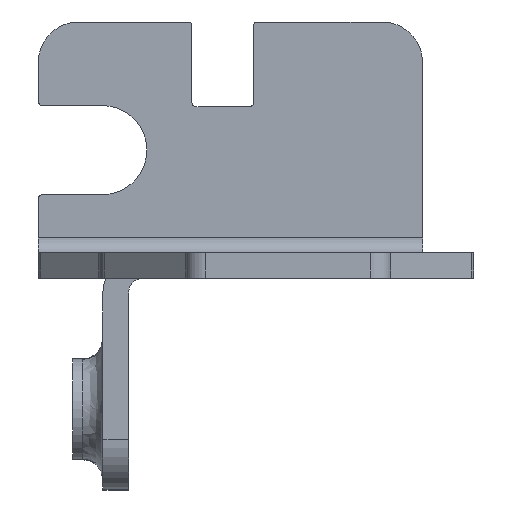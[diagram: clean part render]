
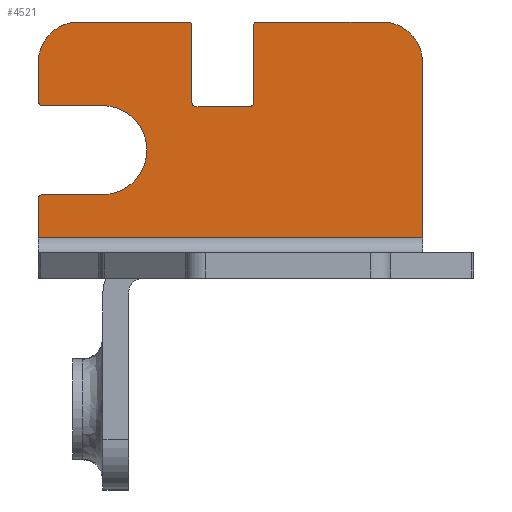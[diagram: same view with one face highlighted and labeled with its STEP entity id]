
A CAD part, front view. The second image highlights one B-rep face of the part: STEP entity #4521.
In plain terms, the highlighted planar face has unit normal (0, -1, 0).
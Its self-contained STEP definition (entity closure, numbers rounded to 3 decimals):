
#227=PLANE('',#4817);
#429=FACE_OUTER_BOUND('',#699,.T.);
#699=EDGE_LOOP('',(#4145,#4146,#4147,#4148,#4149,#4150,#4151,#4152,#4153,
#4154,#4155,#4156,#4157,#4158,#4159,#4160,#4161,#4162,#4163,#4164));
#794=CIRCLE('',#4818,2.);
#795=CIRCLE('',#4819,0.2);
#796=CIRCLE('',#4820,0.2);
#797=CIRCLE('',#4821,0.2);
#798=CIRCLE('',#4822,0.2);
#799=CIRCLE('',#4823,2.);
#800=CIRCLE('',#4824,0.2);
#801=CIRCLE('',#4825,2.21);
#802=CIRCLE('',#4826,0.2);
#1331=LINE('',#8149,#1874);
#1332=LINE('',#8152,#1875);
#1337=LINE('',#8161,#1880);
#1346=LINE('',#8200,#1889);
#1347=LINE('',#8204,#1890);
#1348=LINE('',#8208,#1891);
#1349=LINE('',#8212,#1892);
#1350=LINE('',#8216,#1893);
#1351=LINE('',#8220,#1894);
#1352=LINE('',#8224,#1895);
#1353=LINE('',#8228,#1896);
#1874=VECTOR('',#5835,1.);
#1875=VECTOR('',#5838,1.);
#1880=VECTOR('',#5845,1.);
#1889=VECTOR('',#5878,1.);
#1890=VECTOR('',#5881,1.);
#1891=VECTOR('',#5884,1.);
#1892=VECTOR('',#5887,1.);
#1893=VECTOR('',#5890,1.);
#1894=VECTOR('',#5893,1.);
#1895=VECTOR('',#5896,1.);
#1896=VECTOR('',#5899,1.);
#2307=VERTEX_POINT('',#8135);
#2309=VERTEX_POINT('',#8141);
#2311=VERTEX_POINT('',#8151);
#2314=VERTEX_POINT('',#8159);
#2331=VERTEX_POINT('',#8197);
#2332=VERTEX_POINT('',#8199);
#2333=VERTEX_POINT('',#8201);
#2334=VERTEX_POINT('',#8203);
#2335=VERTEX_POINT('',#8205);
#2336=VERTEX_POINT('',#8207);
#2337=VERTEX_POINT('',#8209);
#2338=VERTEX_POINT('',#8211);
#2339=VERTEX_POINT('',#8213);
#2340=VERTEX_POINT('',#8215);
#2341=VERTEX_POINT('',#8217);
#2342=VERTEX_POINT('',#8219);
#2343=VERTEX_POINT('',#8221);
#2344=VERTEX_POINT('',#8223);
#2345=VERTEX_POINT('',#8225);
#2346=VERTEX_POINT('',#8227);
#2930=EDGE_CURVE('',#2307,#2309,#1331,.T.);
#2931=EDGE_CURVE('',#2311,#2309,#1332,.T.);
#2936=EDGE_CURVE('',#2307,#2314,#1337,.T.);
#2954=EDGE_CURVE('',#2314,#2331,#794,.T.);
#2955=EDGE_CURVE('',#2331,#2332,#1346,.T.);
#2956=EDGE_CURVE('',#2332,#2333,#795,.T.);
#2957=EDGE_CURVE('',#2333,#2334,#1347,.T.);
#2958=EDGE_CURVE('',#2334,#2335,#796,.T.);
#2959=EDGE_CURVE('',#2335,#2336,#1348,.T.);
#2960=EDGE_CURVE('',#2336,#2337,#797,.T.);
#2961=EDGE_CURVE('',#2337,#2338,#1349,.T.);
#2962=EDGE_CURVE('',#2338,#2339,#798,.T.);
#2963=EDGE_CURVE('',#2339,#2340,#1350,.T.);
#2964=EDGE_CURVE('',#2340,#2341,#799,.T.);
#2965=EDGE_CURVE('',#2341,#2342,#1351,.T.);
#2966=EDGE_CURVE('',#2342,#2343,#800,.T.);
#2967=EDGE_CURVE('',#2343,#2344,#1352,.T.);
#2968=EDGE_CURVE('',#2344,#2345,#801,.T.);
#2969=EDGE_CURVE('',#2345,#2346,#1353,.T.);
#2970=EDGE_CURVE('',#2346,#2311,#802,.T.);
#4145=ORIENTED_EDGE('',*,*,#2936,.T.);
#4146=ORIENTED_EDGE('',*,*,#2954,.T.);
#4147=ORIENTED_EDGE('',*,*,#2955,.T.);
#4148=ORIENTED_EDGE('',*,*,#2956,.T.);
#4149=ORIENTED_EDGE('',*,*,#2957,.T.);
#4150=ORIENTED_EDGE('',*,*,#2958,.T.);
#4151=ORIENTED_EDGE('',*,*,#2959,.T.);
#4152=ORIENTED_EDGE('',*,*,#2960,.T.);
#4153=ORIENTED_EDGE('',*,*,#2961,.T.);
#4154=ORIENTED_EDGE('',*,*,#2962,.T.);
#4155=ORIENTED_EDGE('',*,*,#2963,.T.);
#4156=ORIENTED_EDGE('',*,*,#2964,.T.);
#4157=ORIENTED_EDGE('',*,*,#2965,.T.);
#4158=ORIENTED_EDGE('',*,*,#2966,.T.);
#4159=ORIENTED_EDGE('',*,*,#2967,.T.);
#4160=ORIENTED_EDGE('',*,*,#2968,.T.);
#4161=ORIENTED_EDGE('',*,*,#2969,.T.);
#4162=ORIENTED_EDGE('',*,*,#2970,.T.);
#4163=ORIENTED_EDGE('',*,*,#2931,.T.);
#4164=ORIENTED_EDGE('',*,*,#2930,.F.);
#4521=ADVANCED_FACE('',(#429),#227,.F.);
#4817=AXIS2_PLACEMENT_3D('',#8196,#5874,#5875);
#4818=AXIS2_PLACEMENT_3D('',#8198,#5876,#5877);
#4819=AXIS2_PLACEMENT_3D('',#8202,#5879,#5880);
#4820=AXIS2_PLACEMENT_3D('',#8206,#5882,#5883);
#4821=AXIS2_PLACEMENT_3D('',#8210,#5885,#5886);
#4822=AXIS2_PLACEMENT_3D('',#8214,#5888,#5889);
#4823=AXIS2_PLACEMENT_3D('',#8218,#5891,#5892);
#4824=AXIS2_PLACEMENT_3D('',#8222,#5894,#5895);
#4825=AXIS2_PLACEMENT_3D('',#8226,#5897,#5898);
#4826=AXIS2_PLACEMENT_3D('',#8229,#5900,#5901);
#5835=DIRECTION('',(-1.,0.,0.));
#5838=DIRECTION('',(0.,0.,-1.));
#5845=DIRECTION('',(0.,0.,1.));
#5874=DIRECTION('center_axis',(0.,1.,0.));
#5875=DIRECTION('ref_axis',(0.,0.,1.));
#5876=DIRECTION('center_axis',(0.,-1.,0.));
#5877=DIRECTION('ref_axis',(0.,0.,1.));
#5878=DIRECTION('',(-1.,0.,0.));
#5879=DIRECTION('center_axis',(0.,-1.,0.));
#5880=DIRECTION('ref_axis',(0.,0.,1.));
#5881=DIRECTION('',(0.,0.,-1.));
#5882=DIRECTION('center_axis',(0.,1.,0.));
#5883=DIRECTION('ref_axis',(0.,0.,1.));
#5884=DIRECTION('',(-1.,0.,0.));
#5885=DIRECTION('center_axis',(0.,1.,0.));
#5886=DIRECTION('ref_axis',(0.,0.,1.));
#5887=DIRECTION('',(0.,0.,1.));
#5888=DIRECTION('center_axis',(0.,-1.,0.));
#5889=DIRECTION('ref_axis',(0.,0.,1.));
#5890=DIRECTION('',(-1.,0.,0.));
#5891=DIRECTION('center_axis',(0.,-1.,0.));
#5892=DIRECTION('ref_axis',(0.,0.,1.));
#5893=DIRECTION('',(0.,0.,-1.));
#5894=DIRECTION('center_axis',(0.,-1.,0.));
#5895=DIRECTION('ref_axis',(0.,0.,1.));
#5896=DIRECTION('',(1.,0.,0.));
#5897=DIRECTION('center_axis',(0.,1.,0.));
#5898=DIRECTION('ref_axis',(0.,0.,1.));
#5899=DIRECTION('',(-1.,0.,0.));
#5900=DIRECTION('center_axis',(0.,-1.,0.));
#5901=DIRECTION('ref_axis',(0.,0.,1.));
#8135=CARTESIAN_POINT('',(19.05,0.,0.737));
#8141=CARTESIAN_POINT('',(0.,0.,0.737));
#8149=CARTESIAN_POINT('',(19.05,0.,0.737));
#8151=CARTESIAN_POINT('',(0.,0.,2.67));
#8152=CARTESIAN_POINT('',(0.,0.,2.87));
#8159=CARTESIAN_POINT('',(19.05,0.,9.43));
#8161=CARTESIAN_POINT('',(19.05,0.,11.43));
#8196=CARTESIAN_POINT('Origin',(3.175,0.,5.08));
#8197=CARTESIAN_POINT('',(17.05,0.,11.43));
#8198=CARTESIAN_POINT('Origin',(17.05,0.,9.43));
#8199=CARTESIAN_POINT('',(10.868,0.,11.43));
#8200=CARTESIAN_POINT('',(10.668,0.,11.43));
#8201=CARTESIAN_POINT('',(10.668,0.,11.23));
#8202=CARTESIAN_POINT('Origin',(10.868,0.,11.23));
#8203=CARTESIAN_POINT('',(10.668,0.,7.439));
#8204=CARTESIAN_POINT('',(10.668,0.,7.239));
#8205=CARTESIAN_POINT('',(10.468,0.,7.239));
#8206=CARTESIAN_POINT('Origin',(10.468,0.,7.439));
#8207=CARTESIAN_POINT('',(7.82,0.,7.239));
#8208=CARTESIAN_POINT('',(7.62,0.,7.239));
#8209=CARTESIAN_POINT('',(7.62,0.,7.439));
#8210=CARTESIAN_POINT('Origin',(7.82,0.,7.439));
#8211=CARTESIAN_POINT('',(7.62,0.,11.23));
#8212=CARTESIAN_POINT('',(7.62,0.,11.43));
#8213=CARTESIAN_POINT('',(7.42,0.,11.43));
#8214=CARTESIAN_POINT('Origin',(7.42,0.,11.23));
#8215=CARTESIAN_POINT('',(2.,0.,11.43));
#8216=CARTESIAN_POINT('',(0.,0.,11.43));
#8217=CARTESIAN_POINT('',(0.,0.,9.43));
#8218=CARTESIAN_POINT('Origin',(2.,0.,9.43));
#8219=CARTESIAN_POINT('',(0.,0.,7.49));
#8220=CARTESIAN_POINT('',(0.,0.,11.43));
#8221=CARTESIAN_POINT('',(0.2,0.,7.29));
#8222=CARTESIAN_POINT('Origin',(0.2,0.,7.49));
#8223=CARTESIAN_POINT('',(3.175,0.,7.29));
#8224=CARTESIAN_POINT('',(0.,0.,7.29));
#8225=CARTESIAN_POINT('',(3.175,0.,2.87));
#8226=CARTESIAN_POINT('Origin',(3.175,0.,5.08));
#8227=CARTESIAN_POINT('',(0.2,0.,2.87));
#8228=CARTESIAN_POINT('',(3.175,0.,2.87));
#8229=CARTESIAN_POINT('Origin',(0.2,0.,2.67));
